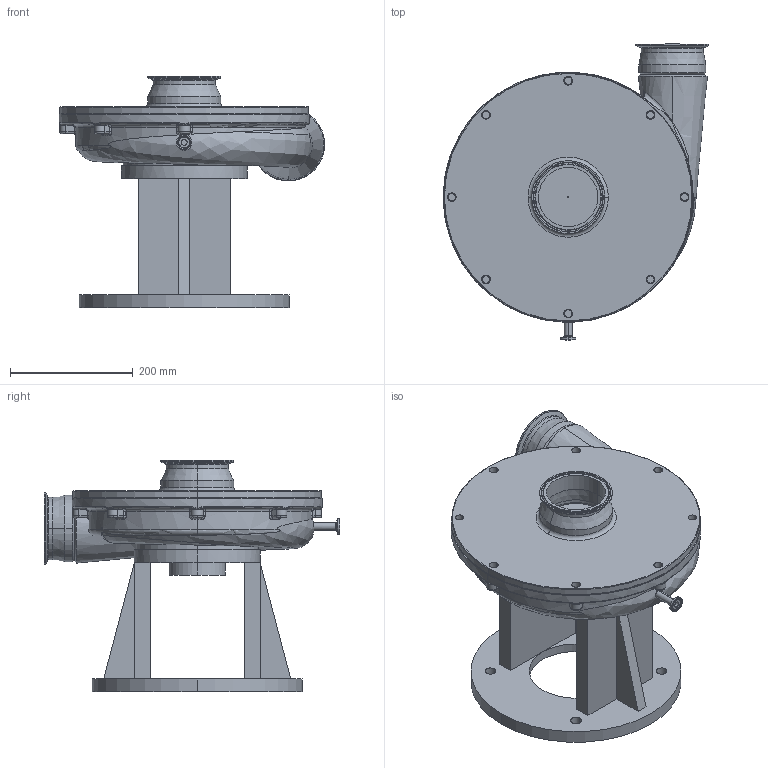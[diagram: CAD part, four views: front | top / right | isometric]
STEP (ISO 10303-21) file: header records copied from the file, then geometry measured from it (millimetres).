
FILE_DESCRIPTION (( 'STEP AP214' ), '1' );
FILE_NAME ('FP 1161 320TC VERT 1-2 IN STR DRAIN.STEP', '2023-04-27T13:52:23', ( '' ), ( '' ), 'SwSTEP 2.0', 'SolidWorks 2023', '' );
FILE_SCHEMA (( 'AUTOMOTIVE_DESIGN' ));
Length unit declared in the file: millimetre
Products named in the file (1): FP 1161 320TC VERT 1-2 IN STR DRAIN
Bounding box: 433.45 x 483 x 378 mm (x, y, z)
Volume: 9065484.3 mm3; surface area: 1174421.2 mm2
Topology: 1 solids, 1 shells, 466 faces, 1065 edges, 636 vertices
Faces by surface type: cylinder 163, plane 94, torus 88, bspline 68, cone 50, sphere 3
Entity records: 22172 total; most frequent: CARTESIAN_POINT 11824, DIRECTION 2275, ORIENTED_EDGE 2098, EDGE_CURVE 1049, AXIS2_PLACEMENT_3D 990, VERTEX_POINT 633, CIRCLE 591, EDGE_LOOP 530
